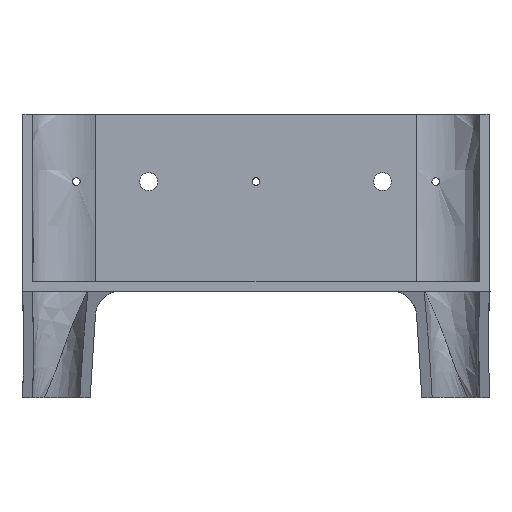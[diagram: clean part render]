
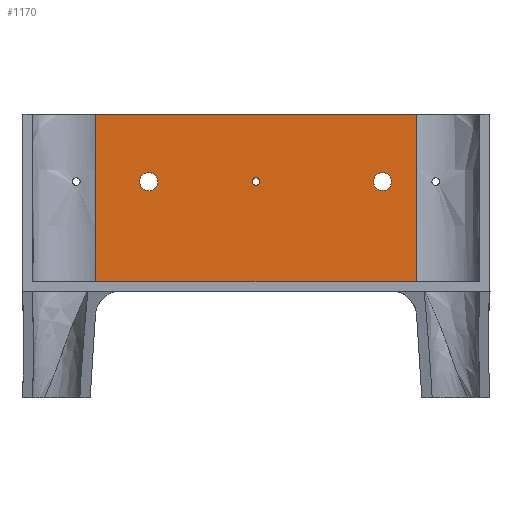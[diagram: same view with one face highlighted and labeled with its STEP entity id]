
A CAD part, top view. The second image highlights one B-rep face of the part: STEP entity #1170.
In plain terms, the highlighted planar face has unit normal (0, 0, 1).
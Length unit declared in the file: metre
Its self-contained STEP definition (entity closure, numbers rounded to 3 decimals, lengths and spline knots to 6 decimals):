
#67=CIRCLE('',#1257,0.0016);
#70=CIRCLE('',#1264,0.00375);
#71=CIRCLE('',#1265,0.00375);
#296=ORIENTED_EDGE('',*,*,#640,.T.);
#297=ORIENTED_EDGE('',*,*,#641,.T.);
#298=ORIENTED_EDGE('',*,*,#631,.F.);
#299=ORIENTED_EDGE('',*,*,#642,.F.);
#300=ORIENTED_EDGE('',*,*,#598,.F.);
#301=ORIENTED_EDGE('',*,*,#643,.T.);
#302=ORIENTED_EDGE('',*,*,#605,.T.);
#598=EDGE_CURVE('',#773,#774,#871,.T.);
#605=EDGE_CURVE('',#781,#780,#876,.T.);
#631=EDGE_CURVE('',#797,#797,#67,.F.);
#640=EDGE_CURVE('',#804,#804,#70,.T.);
#641=EDGE_CURVE('',#805,#805,#71,.T.);
#642=EDGE_CURVE('',#774,#780,#894,.F.);
#643=EDGE_CURVE('',#773,#781,#895,.F.);
#773=VERTEX_POINT('',#1788);
#774=VERTEX_POINT('',#1790);
#780=VERTEX_POINT('',#1827);
#781=VERTEX_POINT('',#1829);
#797=VERTEX_POINT('',#1891);
#804=VERTEX_POINT('',#1951);
#805=VERTEX_POINT('',#1953);
#871=LINE('',#1789,#935);
#876=LINE('',#1828,#940);
#894=LINE('',#1954,#958);
#895=LINE('',#1955,#959);
#935=VECTOR('',#1342,1.);
#940=VECTOR('',#1349,1.);
#958=VECTOR('',#1419,1.);
#959=VECTOR('',#1420,1.);
#1006=EDGE_LOOP('',(#296));
#1007=EDGE_LOOP('',(#297));
#1008=EDGE_LOOP('',(#298));
#1009=EDGE_LOOP('',(#299,#300,#301,#302));
#1081=FACE_BOUND('',#1006,.T.);
#1082=FACE_BOUND('',#1007,.T.);
#1083=FACE_BOUND('',#1008,.T.);
#1084=FACE_BOUND('',#1009,.T.);
#1142=PLANE('',#1263);
#1170=ADVANCED_FACE('',(#1081,#1082,#1083,#1084),#1142,.F.);
#1257=AXIS2_PLACEMENT_3D('',#1890,#1399,#1400);
#1263=AXIS2_PLACEMENT_3D('',#1949,#1413,#1414);
#1264=AXIS2_PLACEMENT_3D('',#1950,#1415,#1416);
#1265=AXIS2_PLACEMENT_3D('',#1952,#1417,#1418);
#1342=DIRECTION('',(-1.,0.,0.));
#1349=DIRECTION('',(-1.,0.,0.));
#1399=DIRECTION('',(0.,0.,-1.));
#1400=DIRECTION('',(-1.,0.,0.));
#1413=DIRECTION('',(0.,0.,-1.));
#1414=DIRECTION('',(-1.,0.,0.));
#1415=DIRECTION('',(0.,0.,-1.));
#1416=DIRECTION('',(-1.,0.,0.));
#1417=DIRECTION('',(0.,0.,-1.));
#1418=DIRECTION('',(-1.,0.,0.));
#1419=DIRECTION('',(0.,-1.,0.));
#1420=DIRECTION('',(0.,-1.,0.));
#1788=CARTESIAN_POINT('',(0.066745,-0.04172,-0.0235));
#1789=CARTESIAN_POINT('',(0.,-0.04172,-0.0235));
#1790=CARTESIAN_POINT('',(-0.066745,-0.04172,-0.0235));
#1827=CARTESIAN_POINT('',(-0.066745,0.02794,-0.0235));
#1828=CARTESIAN_POINT('',(-0.015755,0.02794,-0.0235));
#1829=CARTESIAN_POINT('',(0.066745,0.02794,-0.0235));
#1890=CARTESIAN_POINT('',(0.,0.,-0.0235));
#1891=CARTESIAN_POINT('',(-0.0016,0.,-0.0235));
#1949=CARTESIAN_POINT('',(0.,-0.04572,-0.0235));
#1950=CARTESIAN_POINT('',(-0.04474,0.,-0.0235));
#1951=CARTESIAN_POINT('',(-0.04849,0.,-0.0235));
#1952=CARTESIAN_POINT('',(0.05274,0.,-0.0235));
#1953=CARTESIAN_POINT('',(0.04899,0.,-0.0235));
#1954=CARTESIAN_POINT('',(-0.066745,-0.04172,-0.0235));
#1955=CARTESIAN_POINT('',(0.066745,-0.04172,-0.0235));
